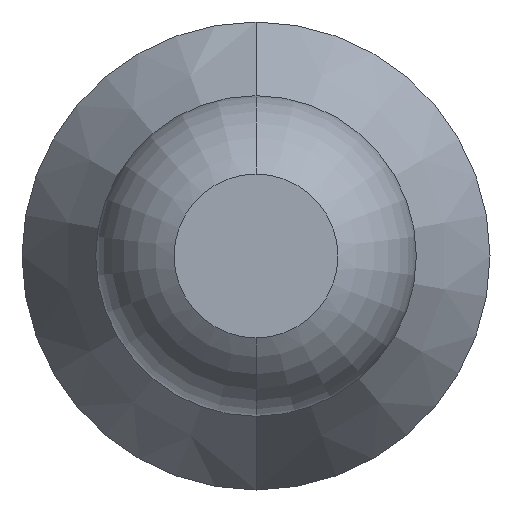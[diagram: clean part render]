
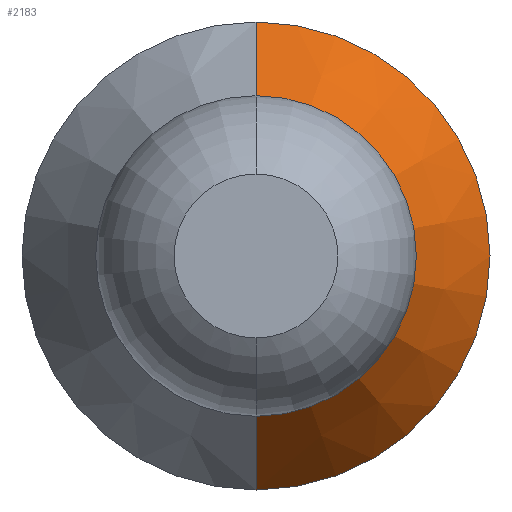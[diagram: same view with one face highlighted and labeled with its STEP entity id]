
A CAD part, front view. The second image highlights one B-rep face of the part: STEP entity #2183.
In plain terms, the highlighted conical face has half-angle 30 degrees and reference radius 0.45 mm.
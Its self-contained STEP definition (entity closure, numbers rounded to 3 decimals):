
#126 = ORIENTED_EDGE ( 'NONE', *, *, #817, .F. ) ;
#135 = ORIENTED_EDGE ( 'NONE', *, *, #1353, .T. ) ;
#270 = DIRECTION ( 'NONE',  ( 0., 0., 1. ) ) ;
#287 = DIRECTION ( 'NONE',  ( 0., 1., 0. ) ) ;
#289 = DIRECTION ( 'NONE',  ( 0., 1., 0. ) ) ;
#372 = CARTESIAN_POINT ( 'NONE',  ( 0., 6.4, -0.45 ) ) ;
#385 = CARTESIAN_POINT ( 'NONE',  ( 0., 7.353, 1. ) ) ;
#414 = VECTOR ( 'NONE', #1692, 1000. ) ;
#498 = VERTEX_POINT ( 'NONE', #3701 ) ;
#519 = LINE ( 'NONE', #372, #414 ) ;
#618 = DIRECTION ( 'NONE',  ( 0., 1., 0. ) ) ;
#630 = CARTESIAN_POINT ( 'NONE',  ( 0., 6.4, 0. ) ) ;
#817 = EDGE_CURVE ( 'Defeature ausgef�hrt1_6+Defeature ausgef�hrt1_7+Defeature ausgef�hrt1_7+Defeature ausgef�hrt1_7', #2857, #498, #3102, .T. ) ;
#942 = AXIS2_PLACEMENT_3D ( 'NONE', #630, #287, #961 ) ;
#961 = DIRECTION ( 'NONE',  ( 0., 0., 1. ) ) ;
#987 = CIRCLE ( 'NONE', #942, 0.45 ) ;
#1164 = ORIENTED_EDGE ( 'NONE', *, *, #3480, .T. ) ;
#1275 = ORIENTED_EDGE ( 'NONE', *, *, #4222, .F. ) ;
#1353 = EDGE_CURVE ( 'NONE', #4013, #498, #519, .T. ) ;
#1574 = AXIS2_PLACEMENT_3D ( 'NONE', #3926, #618, #1940 ) ;
#1590 = CARTESIAN_POINT ( 'NONE',  ( 0., 7.353, 0. ) ) ;
#1692 = DIRECTION ( 'NONE',  ( 0., 0.866, -0.5 ) ) ;
#1940 = DIRECTION ( 'NONE',  ( 0., 0., 1. ) ) ;
#2183 = ADVANCED_FACE ( 'Defeature ausgef�hrt1_7', ( #3898 ), #4102, .T. ) ;
#2208 = VERTEX_POINT ( 'NONE', #4241 ) ;
#2320 = EDGE_LOOP ( 'NONE', ( #1164, #135, #126, #1275 ) ) ;
#2549 = DIRECTION ( 'NONE',  ( 0., 0.866, 0.5 ) ) ;
#2857 = VERTEX_POINT ( 'NONE', #385 ) ;
#3102 = CIRCLE ( 'NONE', #3396, 1. ) ;
#3396 = AXIS2_PLACEMENT_3D ( 'NONE', #1590, #289, #270 ) ;
#3480 = EDGE_CURVE ( 'Defeature ausgef�hrt1_7+Defeature ausgef�hrt1_8+Defeature ausgef�hrt1_8+Defeature ausgef�hrt1_8', #2208, #4013, #987, .T. ) ;
#3593 = LINE ( 'NONE', #3889, #4289 ) ;
#3701 = CARTESIAN_POINT ( 'NONE',  ( 0., 7.353, -1. ) ) ;
#3889 = CARTESIAN_POINT ( 'NONE',  ( 0., 6.4, 0.45 ) ) ;
#3898 = FACE_OUTER_BOUND ( 'NONE', #2320, .T. ) ;
#3926 = CARTESIAN_POINT ( 'NONE',  ( 0., 6.4, 0. ) ) ;
#4013 = VERTEX_POINT ( 'NONE', #4280 ) ;
#4102 = CONICAL_SURFACE ( 'NONE', #1574, 0.45, 0.524 ) ;
#4222 = EDGE_CURVE ( 'NONE', #2208, #2857, #3593, .T. ) ;
#4241 = CARTESIAN_POINT ( 'NONE',  ( 0., 6.4, 0.45 ) ) ;
#4280 = CARTESIAN_POINT ( 'NONE',  ( 0., 6.4, -0.45 ) ) ;
#4289 = VECTOR ( 'NONE', #2549, 1000. ) ;
